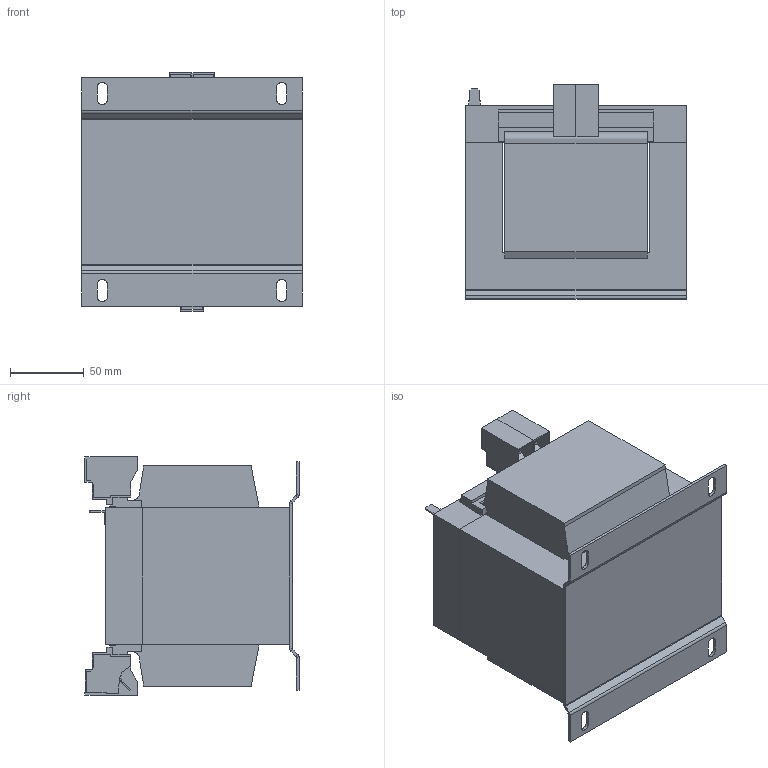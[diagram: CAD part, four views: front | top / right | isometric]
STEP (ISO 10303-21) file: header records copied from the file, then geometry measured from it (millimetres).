
FILE_DESCRIPTION (( 'STEP AP214' ), '1' );
FILE_NAME ('189465.STEP', '2023-08-15T09:11:03', ( '' ), ( '' ), 'SwSTEP 2.0', 'SolidWorks 2018', '' );
FILE_SCHEMA (( 'AUTOMOTIVE_DESIGN' ));
Length unit declared in the file: millimetre
Products named in the file (1): 189465
Bounding box: 150 x 145.64 x 161.9 mm (x, y, z)
Volume: 2251524.8 mm3; surface area: 198797.5 mm2
Topology: 1 solids, 1 shells, 351 faces, 1018 edges, 668 vertices
Faces by surface type: plane 305, cylinder 46
Entity records: 11442 total; most frequent: CARTESIAN_POINT 2038, ORIENTED_EDGE 2036, DIRECTION 1814, EDGE_CURVE 1018, LINE 926, VECTOR 926, VERTEX_POINT 668, AXIS2_PLACEMENT_3D 444
